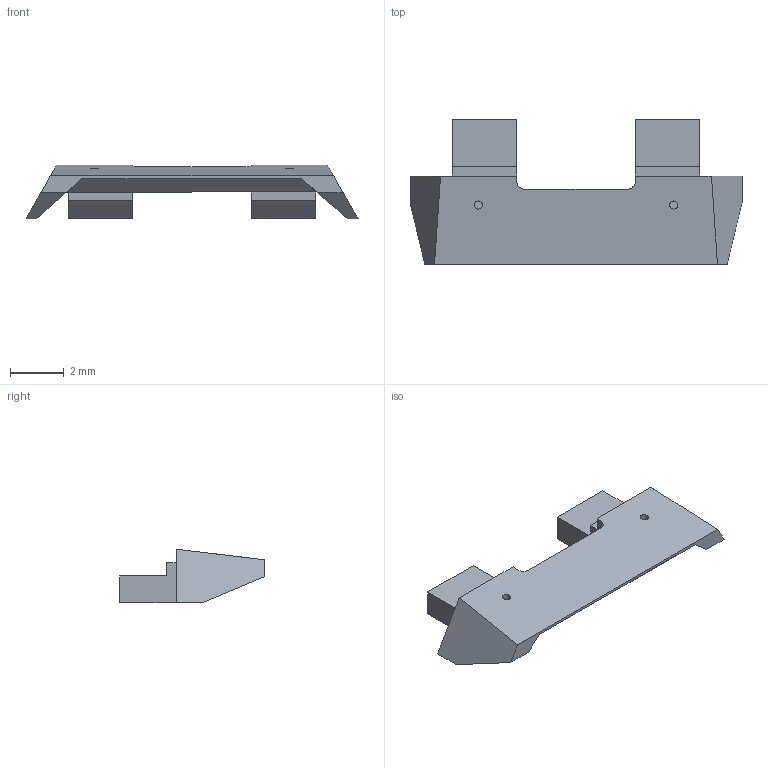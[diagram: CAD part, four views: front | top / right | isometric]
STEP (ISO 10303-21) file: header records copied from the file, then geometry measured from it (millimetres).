
FILE_DESCRIPTION (( 'STEP AP214' ), '1' );
FILE_NAME ('スカート.STEP', '2014-02-21T16:26:03', ( ' ' ), ( ' ' ), 'SwSTEP 2.0', 'SolidWorks 2008', '' );
FILE_SCHEMA (( 'AUTOMOTIVE_DESIGN' ));
Length unit declared in the file: millimetre
Products named in the file (1): スカート
Bounding box: 12.39 x 5.4 x 2 mm (x, y, z)
Volume: 45.1 mm3; surface area: 142.6 mm2
Topology: 1 solids, 1 shells, 42 faces, 114 edges, 76 vertices
Faces by surface type: plane 36, cylinder 6
Entity records: 1327 total; most frequent: CARTESIAN_POINT 251, ORIENTED_EDGE 228, DIRECTION 200, EDGE_CURVE 114, VECTOR 102, LINE 102, VERTEX_POINT 76, AXIS2_PLACEMENT_3D 49
